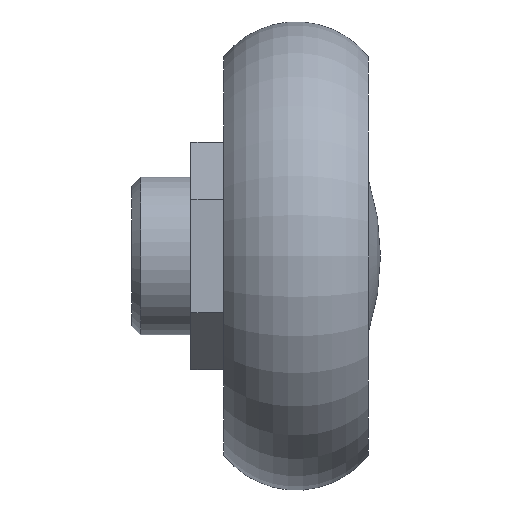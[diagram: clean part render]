
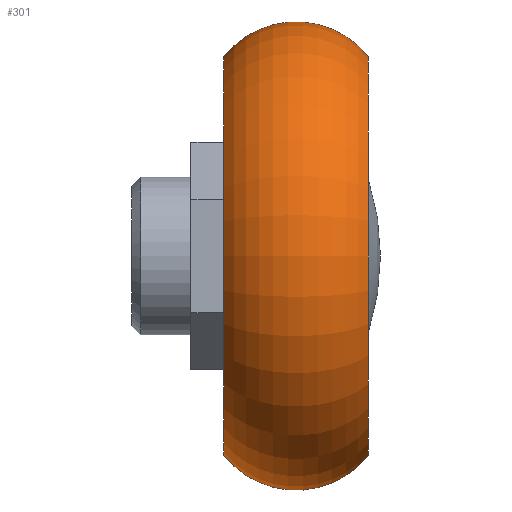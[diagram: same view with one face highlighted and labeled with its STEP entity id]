
A CAD part, front view. The second image highlights one B-rep face of the part: STEP entity #301.
In plain terms, the highlighted toroidal (fillet/blend) face has major radius 10.8 mm and minor radius 7 mm.
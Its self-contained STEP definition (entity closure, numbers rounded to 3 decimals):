
#61=TOROIDAL_SURFACE('',#340,10.8,7.);
#72=ORIENTED_EDGE('',*,*,#136,.T.);
#73=ORIENTED_EDGE('',*,*,#137,.F.);
#136=EDGE_CURVE('',#169,#169,#197,.T.);
#137=EDGE_CURVE('',#170,#170,#198,.T.);
#169=VERTEX_POINT('',#477);
#170=VERTEX_POINT('',#480);
#197=CIRCLE('',#339,15.124);
#198=CIRCLE('',#341,15.136);
#214=EDGE_LOOP('',(#72));
#215=EDGE_LOOP('',(#73));
#252=FACE_BOUND('',#214,.T.);
#253=FACE_BOUND('',#215,.T.);
#301=ADVANCED_FACE('',(#252,#253),#61,.T.);
#339=AXIS2_PLACEMENT_3D('',#476,#383,#384);
#340=AXIS2_PLACEMENT_3D('',#478,#385,#386);
#341=AXIS2_PLACEMENT_3D('',#479,#387,#388);
#383=DIRECTION('',(1.,0.,0.));
#384=DIRECTION('',(0.,1.,0.));
#385=DIRECTION('',(1.,0.,0.));
#386=DIRECTION('',(0.,1.,0.));
#387=DIRECTION('',(1.,0.,0.));
#388=DIRECTION('',(0.,1.,0.));
#476=CARTESIAN_POINT('',(7.,0.,0.));
#477=CARTESIAN_POINT('',(7.,15.124,0.));
#478=CARTESIAN_POINT('',(12.505,0.,0.));
#479=CARTESIAN_POINT('',(18.,0.,0.));
#480=CARTESIAN_POINT('',(18.,15.136,0.));
